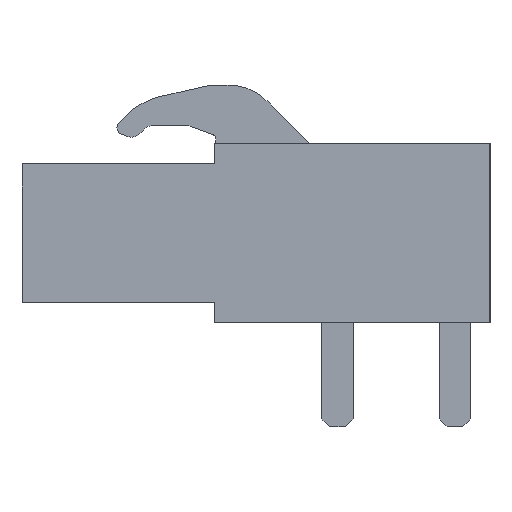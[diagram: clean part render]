
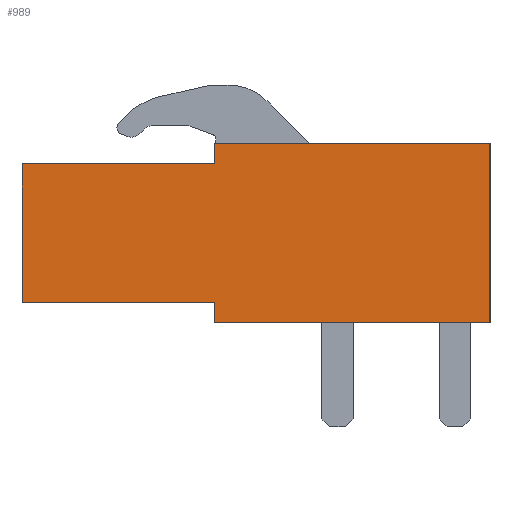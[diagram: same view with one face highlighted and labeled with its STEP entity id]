
A CAD part, left-side view. The second image highlights one B-rep face of the part: STEP entity #989.
In plain terms, the highlighted planar face has unit normal (-1, 0, 0).
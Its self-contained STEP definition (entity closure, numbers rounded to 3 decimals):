
#944=AXIS2_PLACEMENT_3D('Plane Axis2P3D',#941,#942,#943) ;
#40=CARTESIAN_POINT('Vertex',(0.,0.,4.5)) ;
#56=CARTESIAN_POINT('Vertex',(0.,0.,12.25)) ;
#59=CARTESIAN_POINT('Line Origine',(0.,0.,8.375)) ;
#88=CARTESIAN_POINT('Vertex',(0.,11.9,4.5)) ;
#98=CARTESIAN_POINT('Line Origine',(0.,5.95,4.5)) ;
#853=CARTESIAN_POINT('Line Origine',(0.,5.95,12.25)) ;
#857=CARTESIAN_POINT('Vertex',(0.,11.9,12.25)) ;
#941=CARTESIAN_POINT('Axis2P3D Location',(0.,0.,4.5)) ;
#946=CARTESIAN_POINT('Line Origine',(0.,16.075,5.375)) ;
#950=CARTESIAN_POINT('Vertex',(0.,11.9,5.375)) ;
#952=CARTESIAN_POINT('Vertex',(0.,20.25,5.375)) ;
#955=CARTESIAN_POINT('Line Origine',(0.,11.9,4.938)) ;
#960=CARTESIAN_POINT('Line Origine',(0.,11.9,11.813)) ;
#964=CARTESIAN_POINT('Vertex',(0.,11.9,11.375)) ;
#967=CARTESIAN_POINT('Line Origine',(0.,16.075,11.375)) ;
#971=CARTESIAN_POINT('Vertex',(0.,20.25,11.375)) ;
#974=CARTESIAN_POINT('Line Origine',(0.,20.25,8.375)) ;
#60=DIRECTION('Vector Direction',(0.,0.,1.)) ;
#99=DIRECTION('Vector Direction',(0.,1.,0.)) ;
#854=DIRECTION('Vector Direction',(0.,1.,0.)) ;
#942=DIRECTION('Axis2P3D Direction',(-1.,0.,0.)) ;
#943=DIRECTION('Axis2P3D XDirection',(0.,0.,1.)) ;
#947=DIRECTION('Vector Direction',(0.,1.,0.)) ;
#956=DIRECTION('Vector Direction',(0.,0.,1.)) ;
#961=DIRECTION('Vector Direction',(0.,0.,-1.)) ;
#968=DIRECTION('Vector Direction',(0.,1.,0.)) ;
#975=DIRECTION('Vector Direction',(0.,0.,1.)) ;
#61=VECTOR('Line Direction',#60,1.) ;
#100=VECTOR('Line Direction',#99,1.) ;
#855=VECTOR('Line Direction',#854,1.) ;
#948=VECTOR('Line Direction',#947,1.) ;
#957=VECTOR('Line Direction',#956,1.) ;
#962=VECTOR('Line Direction',#961,1.) ;
#969=VECTOR('Line Direction',#968,1.) ;
#976=VECTOR('Line Direction',#975,1.) ;
#980=ORIENTED_EDGE('',*,*,#954,.F.) ;
#981=ORIENTED_EDGE('',*,*,#959,.F.) ;
#982=ORIENTED_EDGE('',*,*,#102,.F.) ;
#983=ORIENTED_EDGE('',*,*,#63,.F.) ;
#984=ORIENTED_EDGE('',*,*,#859,.T.) ;
#985=ORIENTED_EDGE('',*,*,#966,.F.) ;
#986=ORIENTED_EDGE('',*,*,#973,.F.) ;
#987=ORIENTED_EDGE('',*,*,#978,.T.) ;
#989=ADVANCED_FACE('BLL 5.08/10/90 3.2 SN OR 1623020000',(#988),#945,.T.) ;
#63=EDGE_CURVE('',#57,#41,#62,.F.) ;
#102=EDGE_CURVE('',#41,#89,#101,.T.) ;
#859=EDGE_CURVE('',#57,#858,#856,.T.) ;
#954=EDGE_CURVE('',#951,#953,#949,.T.) ;
#959=EDGE_CURVE('',#89,#951,#958,.T.) ;
#966=EDGE_CURVE('',#965,#858,#963,.F.) ;
#973=EDGE_CURVE('',#972,#965,#970,.F.) ;
#978=EDGE_CURVE('',#972,#953,#977,.F.) ;
#979=EDGE_LOOP('',(#980,#981,#982,#983,#984,#985,#986,#987)) ;
#988=FACE_OUTER_BOUND('',#979,.T.) ;
#62=LINE('Line',#59,#61) ;
#101=LINE('Line',#98,#100) ;
#856=LINE('Line',#853,#855) ;
#949=LINE('Line',#946,#948) ;
#958=LINE('Line',#955,#957) ;
#963=LINE('Line',#960,#962) ;
#970=LINE('Line',#967,#969) ;
#977=LINE('Line',#974,#976) ;
#945=PLANE('',#944) ;
#41=VERTEX_POINT('',#40) ;
#57=VERTEX_POINT('',#56) ;
#89=VERTEX_POINT('',#88) ;
#858=VERTEX_POINT('',#857) ;
#951=VERTEX_POINT('',#950) ;
#953=VERTEX_POINT('',#952) ;
#965=VERTEX_POINT('',#964) ;
#972=VERTEX_POINT('',#971) ;
